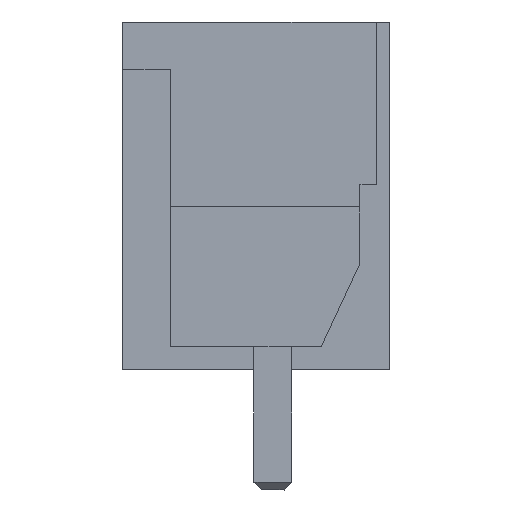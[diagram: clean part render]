
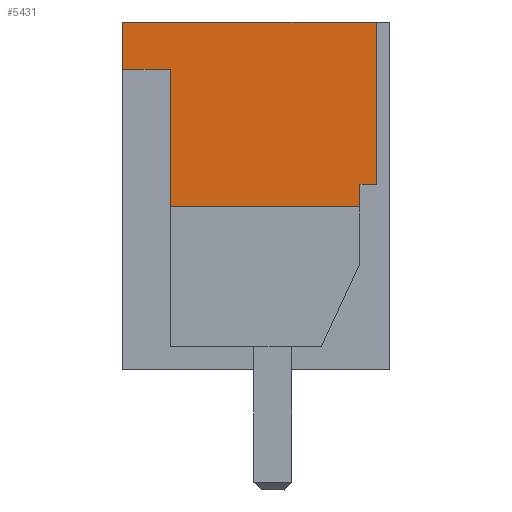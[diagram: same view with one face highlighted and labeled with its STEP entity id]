
A CAD part, left-side view. The second image highlights one B-rep face of the part: STEP entity #5431.
In plain terms, the highlighted planar face has unit normal (-1, 0, 0).
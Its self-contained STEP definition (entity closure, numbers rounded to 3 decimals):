
#5379=AXIS2_PLACEMENT_3D('Plane Axis2P3D',#5376,#5377,#5378) ;
#1279=CARTESIAN_POINT('Vertex',(0.,7.07,12.4)) ;
#1282=CARTESIAN_POINT('Line Origine',(0.,3.71,12.4)) ;
#1286=CARTESIAN_POINT('Vertex',(0.,0.35,12.4)) ;
#5274=CARTESIAN_POINT('Vertex',(0.,7.07,11.15)) ;
#5277=CARTESIAN_POINT('Line Origine',(0.,7.07,11.775)) ;
#5376=CARTESIAN_POINT('Axis2P3D Location',(0.,0.,0.)) ;
#5381=CARTESIAN_POINT('Line Origine',(0.,0.78,7.8)) ;
#5385=CARTESIAN_POINT('Vertex',(0.,0.78,7.5)) ;
#5387=CARTESIAN_POINT('Vertex',(0.,0.78,8.1)) ;
#5390=CARTESIAN_POINT('Line Origine',(0.,0.565,8.1)) ;
#5394=CARTESIAN_POINT('Vertex',(0.,0.35,8.1)) ;
#5397=CARTESIAN_POINT('Line Origine',(0.,0.35,10.25)) ;
#5402=CARTESIAN_POINT('Line Origine',(0.,6.435,11.15)) ;
#5406=CARTESIAN_POINT('Vertex',(0.,5.8,11.15)) ;
#5409=CARTESIAN_POINT('Line Origine',(0.,5.8,9.325)) ;
#5413=CARTESIAN_POINT('Vertex',(0.,5.8,7.5)) ;
#5416=CARTESIAN_POINT('Line Origine',(0.,3.29,7.5)) ;
#1283=DIRECTION('Vector Direction',(0.,-1.,0.)) ;
#5278=DIRECTION('Vector Direction',(0.,0.,1.)) ;
#5377=DIRECTION('Axis2P3D Direction',(-1.,0.,0.)) ;
#5378=DIRECTION('Axis2P3D XDirection',(0.,0.,1.)) ;
#5382=DIRECTION('Vector Direction',(0.,0.,-1.)) ;
#5391=DIRECTION('Vector Direction',(0.,1.,0.)) ;
#5398=DIRECTION('Vector Direction',(0.,0.,-1.)) ;
#5403=DIRECTION('Vector Direction',(0.,1.,0.)) ;
#5410=DIRECTION('Vector Direction',(0.,0.,1.)) ;
#5417=DIRECTION('Vector Direction',(0.,-1.,0.)) ;
#1284=VECTOR('Line Direction',#1283,1.) ;
#5279=VECTOR('Line Direction',#5278,1.) ;
#5383=VECTOR('Line Direction',#5382,1.) ;
#5392=VECTOR('Line Direction',#5391,1.) ;
#5399=VECTOR('Line Direction',#5398,1.) ;
#5404=VECTOR('Line Direction',#5403,1.) ;
#5411=VECTOR('Line Direction',#5410,1.) ;
#5418=VECTOR('Line Direction',#5417,1.) ;
#5422=ORIENTED_EDGE('',*,*,#5389,.T.) ;
#5423=ORIENTED_EDGE('',*,*,#5396,.T.) ;
#5424=ORIENTED_EDGE('',*,*,#5401,.T.) ;
#5425=ORIENTED_EDGE('',*,*,#1288,.T.) ;
#5426=ORIENTED_EDGE('',*,*,#5281,.T.) ;
#5427=ORIENTED_EDGE('',*,*,#5408,.T.) ;
#5428=ORIENTED_EDGE('',*,*,#5415,.T.) ;
#5429=ORIENTED_EDGE('',*,*,#5420,.T.) ;
#5431=ADVANCED_FACE('HOUSING',(#5430),#5380,.T.) ;
#1288=EDGE_CURVE('',#1287,#1280,#1285,.F.) ;
#5281=EDGE_CURVE('',#1280,#5275,#5280,.F.) ;
#5389=EDGE_CURVE('',#5386,#5388,#5384,.F.) ;
#5396=EDGE_CURVE('',#5388,#5395,#5393,.F.) ;
#5401=EDGE_CURVE('',#5395,#1287,#5400,.F.) ;
#5408=EDGE_CURVE('',#5275,#5407,#5405,.F.) ;
#5415=EDGE_CURVE('',#5407,#5414,#5412,.F.) ;
#5420=EDGE_CURVE('',#5414,#5386,#5419,.T.) ;
#5421=EDGE_LOOP('',(#5422,#5423,#5424,#5425,#5426,#5427,#5428,#5429)) ;
#5430=FACE_OUTER_BOUND('',#5421,.T.) ;
#1285=LINE('Line',#1282,#1284) ;
#5280=LINE('Line',#5277,#5279) ;
#5384=LINE('Line',#5381,#5383) ;
#5393=LINE('Line',#5390,#5392) ;
#5400=LINE('Line',#5397,#5399) ;
#5405=LINE('Line',#5402,#5404) ;
#5412=LINE('Line',#5409,#5411) ;
#5419=LINE('Line',#5416,#5418) ;
#5380=PLANE('',#5379) ;
#1280=VERTEX_POINT('',#1279) ;
#1287=VERTEX_POINT('',#1286) ;
#5275=VERTEX_POINT('',#5274) ;
#5386=VERTEX_POINT('',#5385) ;
#5388=VERTEX_POINT('',#5387) ;
#5395=VERTEX_POINT('',#5394) ;
#5407=VERTEX_POINT('',#5406) ;
#5414=VERTEX_POINT('',#5413) ;
